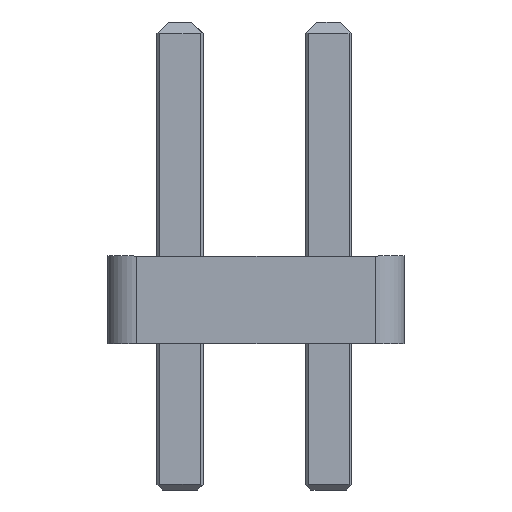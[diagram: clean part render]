
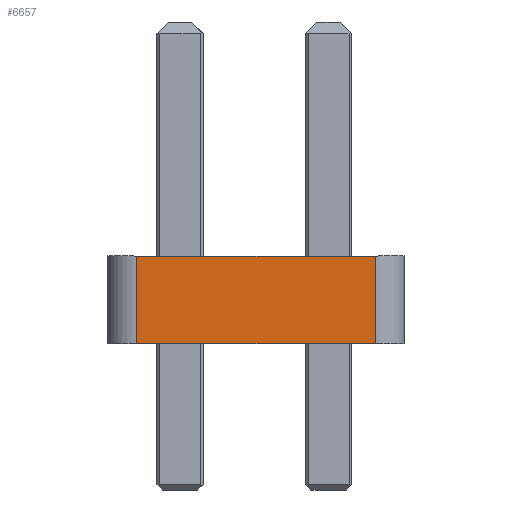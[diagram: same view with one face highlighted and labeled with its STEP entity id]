
A CAD part, left-side view. The second image highlights one B-rep face of the part: STEP entity #6657.
In plain terms, the highlighted planar face has unit normal (-1, 0, 0).
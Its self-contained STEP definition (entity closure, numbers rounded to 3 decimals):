
#483=FACE_OUTER_BOUND('',#847,.T.);
#847=EDGE_LOOP('',(#5871,#5872,#5873,#5874));
#1682=LINE('',#10606,#2550);
#1683=LINE('',#10611,#2551);
#1684=LINE('',#10614,#2552);
#1685=LINE('',#10615,#2553);
#2550=VECTOR('',#8713,10.);
#2551=VECTOR('',#8720,10.);
#2552=VECTOR('',#8723,10.);
#2553=VECTOR('',#8724,10.);
#3184=VERTEX_POINT('',#10603);
#3185=VERTEX_POINT('',#10605);
#3186=VERTEX_POINT('',#10609);
#3187=VERTEX_POINT('',#10613);
#4086=EDGE_CURVE('',#3185,#3184,#1682,.T.);
#4089=EDGE_CURVE('',#3185,#3186,#1683,.T.);
#4090=EDGE_CURVE('',#3187,#3184,#1684,.T.);
#4091=EDGE_CURVE('',#3186,#3187,#1685,.T.);
#5871=ORIENTED_EDGE('',*,*,#4089,.F.);
#5872=ORIENTED_EDGE('',*,*,#4086,.T.);
#5873=ORIENTED_EDGE('',*,*,#4090,.F.);
#5874=ORIENTED_EDGE('',*,*,#4091,.F.);
#6302=PLANE('',#7103);
#6657=ADVANCED_FACE('',(#483),#6302,.T.);
#7103=AXIS2_PLACEMENT_3D('',#10612,#8721,#8722);
#8713=DIRECTION('',(0.,-1.,0.));
#8720=DIRECTION('',(0.,0.,1.));
#8721=DIRECTION('center_axis',(-1.,0.,0.));
#8722=DIRECTION('ref_axis',(0.,0.,1.));
#8723=DIRECTION('',(0.,0.,-1.));
#8724=DIRECTION('',(0.,-1.,0.));
#10603=CARTESIAN_POINT('',(-8.89,-2.04,0.));
#10605=CARTESIAN_POINT('',(-8.89,2.04,0.));
#10606=CARTESIAN_POINT('',(-8.89,2.04,0.));
#10609=CARTESIAN_POINT('',(-8.89,2.04,1.5));
#10611=CARTESIAN_POINT('',(-8.89,2.04,0.));
#10612=CARTESIAN_POINT('Origin',(-8.89,0.,-0.01));
#10613=CARTESIAN_POINT('',(-8.89,-2.04,1.5));
#10614=CARTESIAN_POINT('',(-8.89,-2.04,1.5));
#10615=CARTESIAN_POINT('',(-8.89,2.04,1.5));
